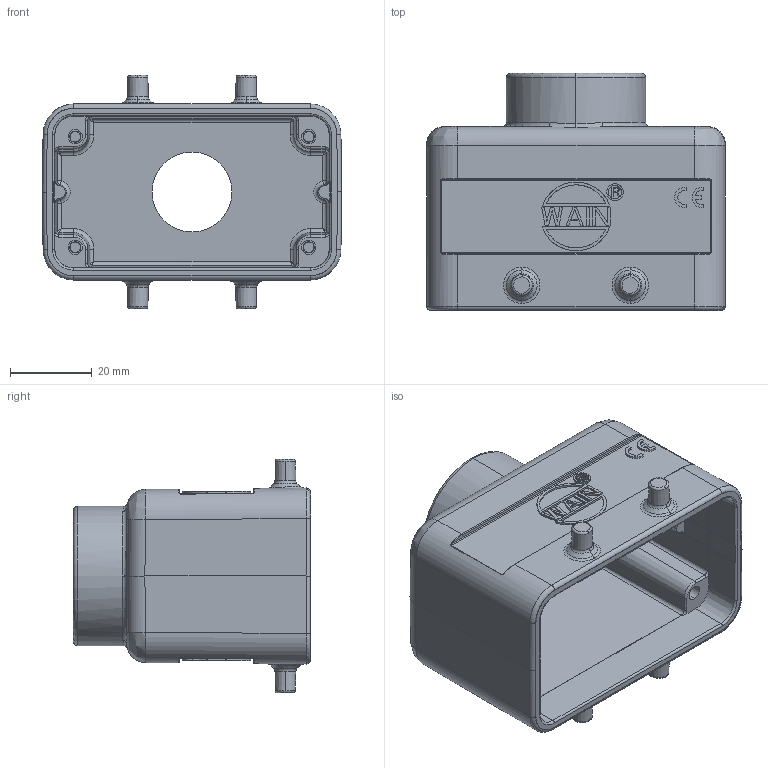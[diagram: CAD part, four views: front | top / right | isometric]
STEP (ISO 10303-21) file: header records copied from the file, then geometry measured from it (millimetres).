
FILE_DESCRIPTION(/* description */ (''),/* implementation_level */ '2;1');
FILE_NAME(/* name */ '3D_1240104301010_HV10B-TE-4B-PG16_V1.1.stp',/* time_stamp */ '2023-12-21T10:40:27+08:00',/* author */ (''),/* organization */ (''),/* preprocessor_version */ 'ST-DEVELOPER v18.1',/* originating_system */ 'SIEMENS PLM Software NX 1980',/* authorisation */ '');
FILE_SCHEMA (('AUTOMOTIVE_DESIGN { 1 0 10303 214 3 1 1 1 }'));
Length unit declared in the file: millimetre
Products named in the file (1): 14593A18C68Azu5n
Bounding box: 73 x 58 x 57 mm (x, y, z)
Volume: 46664.9 mm3; surface area: 26626.1 mm2
Topology: 3 solids, 3 shells, 485 faces, 1180 edges, 736 vertices
Faces by surface type: plane 251, cylinder 91, torus 64, cone 43, bspline 24, extrusion 8, sphere 4
Full cylindrical faces by diameter (mm): 19.5 x1, 21.3 x1
Entity records: 16792 total; most frequent: CARTESIAN_POINT 5968, ORIENTED_EDGE 2342, DIRECTION 1996, EDGE_CURVE 1171, VERTEX_POINT 734, AXIS2_PLACEMENT_3D 670, VECTOR 656, LINE 648
